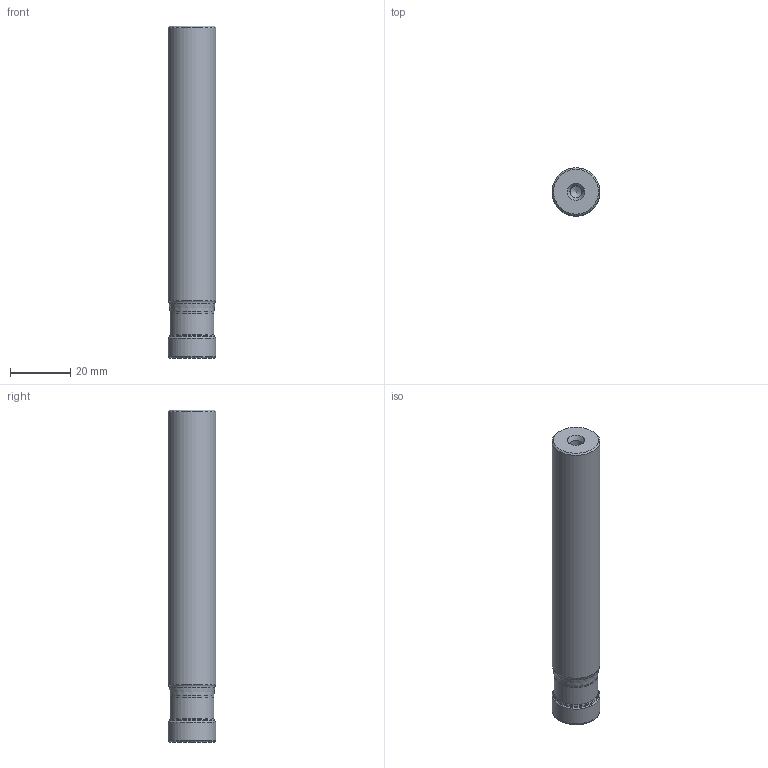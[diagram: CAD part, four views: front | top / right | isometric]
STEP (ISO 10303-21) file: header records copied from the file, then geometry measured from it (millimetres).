
FILE_DESCRIPTION(/* description */ (''),/* implementation_level */ '2;1');
FILE_NAME(/* name */ 'ax_step_export_ax_temp_1.stp',/* time_stamp */ '2020-06-22T15:43:43+02:00',/* author */ (''),/* organization */ (''),/* preprocessor_version */ 'ST-DEVELOPER v16.7',/* originating_system */ 'SIEMENS PLM Software NX 12.0',/* authorisation */ '');
FILE_SCHEMA (('AUTOMOTIVE_DESIGN { 1 0 10303 214 3 1 1 1 }'));
Length unit declared in the file: millimetre
Products named in the file (1): ax_temp_1
Bounding box: 15.88 x 15.88 x 110 mm (x, y, z)
Volume: 21060.6 mm3; surface area: 7738.8 mm2
Topology: 2 solids, 2 shells, 52 faces, 116 edges, 67 vertices
Faces by surface type: revolution 19, cone 15, torus 10, cylinder 4, plane 3, bspline 1
Full cylindrical faces by diameter (mm): 4 x1, 14.488 x1, 15.088 x1, 15.875 x1
Entity records: 1510 total; most frequent: CARTESIAN_POINT 415, DIRECTION 179, FACE_BOUND 102, EDGE_LOOP 102, ORIENTED_EDGE 102, AXIS2_PLACEMENT_3D 80, ADVANCED_FACE 52, VERTEX_POINT 52
